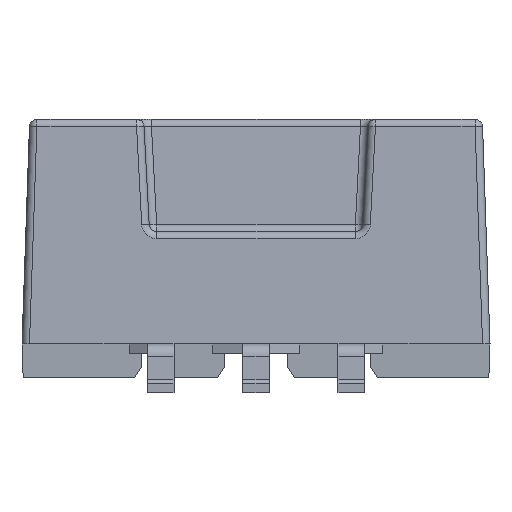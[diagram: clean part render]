
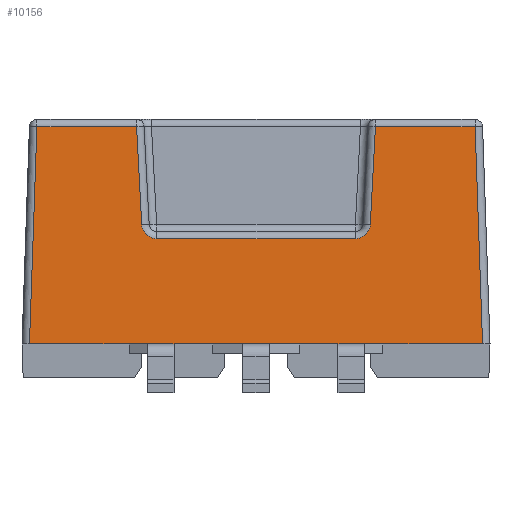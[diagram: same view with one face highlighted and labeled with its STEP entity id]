
A CAD part, left-side view. The second image highlights one B-rep face of the part: STEP entity #10156.
In plain terms, the highlighted planar face has unit normal (-0.999, 0, 0.034).
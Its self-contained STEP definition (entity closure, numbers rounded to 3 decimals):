
#477=LINE('',#15056,#1129);
#506=LINE('',#15130,#1158);
#738=LINE('',#15765,#1390);
#741=LINE('',#15772,#1393);
#747=LINE('',#15801,#1399);
#750=LINE('',#15815,#1402);
#753=LINE('',#15822,#1405);
#755=LINE('',#15865,#1407);
#764=LINE('',#15902,#1416);
#804=LINE('',#16006,#1456);
#805=LINE('',#16007,#1457);
#806=LINE('',#16008,#1458);
#807=LINE('',#16009,#1459);
#808=LINE('',#16010,#1460);
#1129=VECTOR('',#11380,1000.);
#1158=VECTOR('',#11451,1000.);
#1390=VECTOR('',#11979,1000.);
#1393=VECTOR('',#11986,1000.);
#1399=VECTOR('',#12014,1000.);
#1402=VECTOR('',#12023,1000.);
#1405=VECTOR('',#12030,1000.);
#1407=VECTOR('',#12044,1000.);
#1416=VECTOR('',#12067,1000.);
#1456=VECTOR('',#12165,1000.);
#1457=VECTOR('',#12166,1000.);
#1458=VECTOR('',#12167,1000.);
#1459=VECTOR('',#12168,1000.);
#1460=VECTOR('',#12169,1000.);
#3139=ORIENTED_EDGE('',*,*,#4549,.T.);
#3140=ORIENTED_EDGE('',*,*,#4545,.F.);
#3141=ORIENTED_EDGE('',*,*,#4644,.F.);
#3142=ORIENTED_EDGE('',*,*,#4210,.F.);
#3143=ORIENTED_EDGE('',*,*,#4645,.F.);
#3144=ORIENTED_EDGE('',*,*,#4646,.F.);
#3145=ORIENTED_EDGE('',*,*,#4647,.F.);
#3146=ORIENTED_EDGE('',*,*,#4247,.F.);
#3147=ORIENTED_EDGE('',*,*,#4648,.F.);
#3148=ORIENTED_EDGE('',*,*,#4571,.F.);
#3149=ORIENTED_EDGE('',*,*,#4567,.T.);
#3150=ORIENTED_EDGE('',*,*,#4596,.T.);
#3151=ORIENTED_EDGE('',*,*,#4598,.T.);
#3152=ORIENTED_EDGE('',*,*,#4582,.T.);
#3153=ORIENTED_EDGE('',*,*,#4574,.T.);
#3154=ORIENTED_EDGE('',*,*,#4562,.T.);
#4210=EDGE_CURVE('',#5086,#5084,#477,.T.);
#4247=EDGE_CURVE('',#5109,#5110,#506,.T.);
#4545=EDGE_CURVE('',#5316,#5313,#738,.T.);
#4549=EDGE_CURVE('',#5318,#5313,#741,.T.);
#4562=EDGE_CURVE('',#5326,#5318,#747,.T.);
#4567=EDGE_CURVE('',#5324,#5329,#750,.T.);
#4571=EDGE_CURVE('',#5324,#5331,#753,.T.);
#4574=EDGE_CURVE('',#5333,#5326,#5652,.T.);
#4582=EDGE_CURVE('',#5339,#5333,#755,.T.);
#4596=EDGE_CURVE('',#5329,#5347,#764,.T.);
#4598=EDGE_CURVE('',#5347,#5339,#5660,.T.);
#4644=EDGE_CURVE('',#5084,#5316,#804,.T.);
#4645=EDGE_CURVE('',#5058,#5086,#805,.T.);
#4646=EDGE_CURVE('',#5062,#5058,#806,.T.);
#4647=EDGE_CURVE('',#5110,#5062,#807,.T.);
#4648=EDGE_CURVE('',#5331,#5109,#808,.T.);
#5058=VERTEX_POINT('',#14976);
#5062=VERTEX_POINT('',#14986);
#5084=VERTEX_POINT('',#15051);
#5086=VERTEX_POINT('',#15057);
#5109=VERTEX_POINT('',#15124);
#5110=VERTEX_POINT('',#15131);
#5313=VERTEX_POINT('',#15755);
#5316=VERTEX_POINT('',#15764);
#5318=VERTEX_POINT('',#15770);
#5324=VERTEX_POINT('',#15791);
#5326=VERTEX_POINT('',#15799);
#5329=VERTEX_POINT('',#15813);
#5331=VERTEX_POINT('',#15819);
#5333=VERTEX_POINT('',#15828);
#5339=VERTEX_POINT('',#15863);
#5347=VERTEX_POINT('',#15900);
#5652=B_SPLINE_CURVE_WITH_KNOTS('',3,(#15834,#15835,#15836,#15837),
 .UNSPECIFIED.,.F.,.F.,(4,4),(0.,1.),.UNSPECIFIED.);
#5660=B_SPLINE_CURVE_WITH_KNOTS('',3,(#15905,#15906,#15907,#15908),
 .UNSPECIFIED.,.F.,.F.,(4,4),(0.,1.),.UNSPECIFIED.);
#6039=EDGE_LOOP('',(#3139,#3140,#3141,#3142,#3143,#3144,#3145,#3146,#3147,
#3148,#3149,#3150,#3151,#3152,#3153,#3154));
#6489=FACE_BOUND('',#6039,.T.);
#6809=PLANE('',#10649);
#10156=ADVANCED_FACE('',(#6489),#6809,.F.);
#10649=AXIS2_PLACEMENT_3D('',#16005,#12163,#12164);
#11380=DIRECTION('',(0.,1.,0.));
#11451=DIRECTION('',(0.,1.,0.));
#11979=DIRECTION('',(0.034,-0.034,0.999));
#11986=DIRECTION('',(0.,1.,0.));
#12014=DIRECTION('',(0.034,0.052,0.998));
#12023=DIRECTION('',(0.,1.,0.));
#12030=DIRECTION('',(-0.034,-0.034,-0.999));
#12044=DIRECTION('',(0.,1.,0.));
#12067=DIRECTION('',(-0.034,0.052,-0.998));
#12163=DIRECTION('',(0.999,0.,-0.034));
#12164=DIRECTION('',(-0.034,0.,-0.999));
#12165=DIRECTION('',(0.,1.,0.));
#12166=DIRECTION('',(0.,1.,0.));
#12167=DIRECTION('',(0.,1.,0.));
#12168=DIRECTION('',(0.,1.,0.));
#12169=DIRECTION('',(0.,1.,0.));
#14976=CARTESIAN_POINT('',(-12.,1.017,0.));
#14986=CARTESIAN_POINT('',(-12.,-1.017,0.));
#15051=CARTESIAN_POINT('',(-12.,3.307,0.));
#15056=CARTESIAN_POINT('',(-12.,-6.25,0.));
#15057=CARTESIAN_POINT('',(-12.,2.19,0.));
#15124=CARTESIAN_POINT('',(-12.,-3.307,0.));
#15130=CARTESIAN_POINT('',(-12.,-6.25,0.));
#15131=CARTESIAN_POINT('',(-12.,-2.19,0.));
#15755=CARTESIAN_POINT('',(-11.802,5.852,5.807));
#15764=CARTESIAN_POINT('',(-12.,6.05,0.));
#15765=CARTESIAN_POINT('',(-12.,6.05,-0.007));
#15770=CARTESIAN_POINT('',(-11.802,3.19,5.807));
#15772=CARTESIAN_POINT('',(-11.802,-6.25,5.807));
#15791=CARTESIAN_POINT('',(-11.802,-5.852,5.807));
#15799=CARTESIAN_POINT('',(-11.891,3.052,3.186));
#15801=CARTESIAN_POINT('',(-11.795,3.199,5.99));
#15813=CARTESIAN_POINT('',(-11.802,-3.19,5.807));
#15815=CARTESIAN_POINT('',(-11.802,-6.25,5.807));
#15819=CARTESIAN_POINT('',(-12.,-6.05,0.));
#15822=CARTESIAN_POINT('',(-11.795,-5.845,5.993));
#15828=CARTESIAN_POINT('',(-11.904,2.653,2.807));
#15834=CARTESIAN_POINT('',(-11.904,2.653,2.807));
#15835=CARTESIAN_POINT('',(-11.904,2.857,2.807));
#15836=CARTESIAN_POINT('',(-11.898,3.042,2.98));
#15837=CARTESIAN_POINT('',(-11.891,3.052,3.186));
#15863=CARTESIAN_POINT('',(-11.904,-2.653,2.807));
#15865=CARTESIAN_POINT('',(-11.904,-6.25,2.807));
#15900=CARTESIAN_POINT('',(-11.891,-3.052,3.186));
#15902=CARTESIAN_POINT('',(-11.898,-3.042,2.99));
#15905=CARTESIAN_POINT('',(-11.891,-3.052,3.186));
#15906=CARTESIAN_POINT('',(-11.898,-3.042,2.982));
#15907=CARTESIAN_POINT('',(-11.904,-2.859,2.807));
#15908=CARTESIAN_POINT('',(-11.904,-2.653,2.807));
#16005=CARTESIAN_POINT('',(-11.795,-6.25,6.));
#16006=CARTESIAN_POINT('',(-12.,-6.25,0.));
#16007=CARTESIAN_POINT('',(-12.,-6.25,0.));
#16008=CARTESIAN_POINT('',(-12.,-6.25,0.));
#16009=CARTESIAN_POINT('',(-12.,-6.25,0.));
#16010=CARTESIAN_POINT('',(-12.,-6.25,0.));
